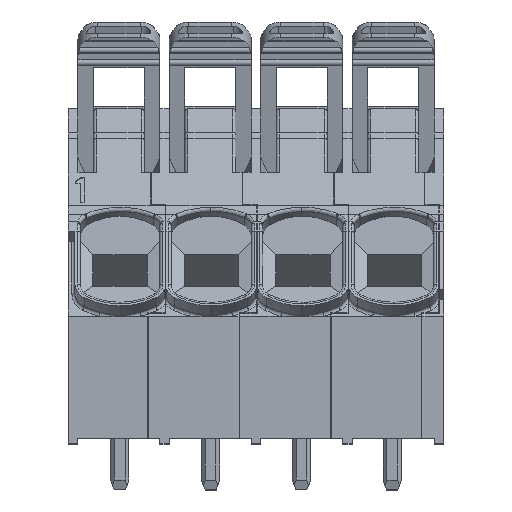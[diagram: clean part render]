
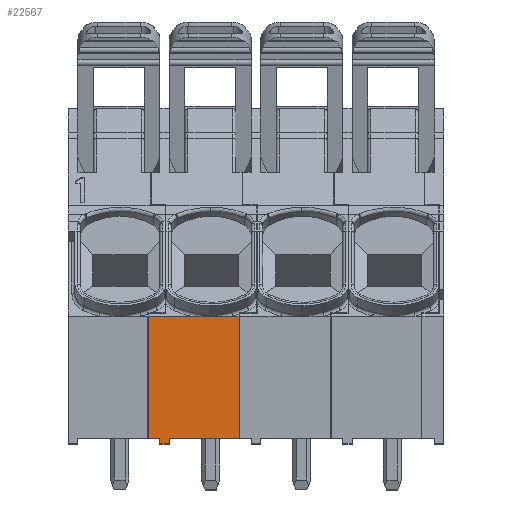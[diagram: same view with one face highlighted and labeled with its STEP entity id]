
A CAD part, top view. The second image highlights one B-rep face of the part: STEP entity #22567.
In plain terms, the highlighted planar face has unit normal (0, 0, 1).
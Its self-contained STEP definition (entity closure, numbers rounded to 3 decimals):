
#81 = FACE_OUTER_BOUND ( 'NONE', #2860, .T. ) ;
#1120 = VERTEX_POINT ( 'NONE', #21670 ) ;
#1140 = DIRECTION ( 'NONE',  ( 1., 0., 0. ) ) ;
#1649 = ORIENTED_EDGE ( 'NONE', *, *, #7871, .T. ) ;
#1933 = DIRECTION ( 'NONE',  ( -1., 0., 0. ) ) ;
#2166 = EDGE_CURVE ( 'NONE', #15826, #34087, #7298, .T. ) ;
#2375 = DIRECTION ( 'NONE',  ( 0., 1., 0. ) ) ;
#2651 = VECTOR ( 'NONE', #5676, 1000. ) ;
#2731 = CARTESIAN_POINT ( 'NONE',  ( -7.95, 0., 9.1 ) ) ;
#2860 = EDGE_LOOP ( 'NONE', ( #18128, #28636, #25023, #1649, #21622, #6328, #17601, #12271, #29648, #13579, #25685, #29517 ) ) ;
#2990 = EDGE_CURVE ( 'NONE', #34338, #16266, #28495, .T. ) ;
#3270 = LINE ( 'NONE', #6788, #34741 ) ;
#3973 = LINE ( 'NONE', #33618, #32038 ) ;
#5385 = LINE ( 'NONE', #32839, #31735 ) ;
#5676 = DIRECTION ( 'NONE',  ( -1., 0., 0. ) ) ;
#6328 = ORIENTED_EDGE ( 'NONE', *, *, #8088, .F. ) ;
#6637 = DIRECTION ( 'NONE',  ( 1., 0., 0. ) ) ;
#6697 = CARTESIAN_POINT ( 'NONE',  ( 0., 10.533, 9.1 ) ) ;
#6788 = CARTESIAN_POINT ( 'NONE',  ( 7.95, 10.533, 9.1 ) ) ;
#7276 = VERTEX_POINT ( 'NONE', #22749 ) ;
#7298 = LINE ( 'NONE', #31826, #2651 ) ;
#7871 = EDGE_CURVE ( 'NONE', #24766, #16266, #3270, .T. ) ;
#8088 = EDGE_CURVE ( 'NONE', #24313, #34338, #5385, .T. ) ;
#8103 = VECTOR ( 'NONE', #1933, 1000. ) ;
#8472 = DIRECTION ( 'NONE',  ( 1., 0., 0. ) ) ;
#8533 = DIRECTION ( 'NONE',  ( 0., 1., 0. ) ) ;
#9321 = VECTOR ( 'NONE', #6637, 1000. ) ;
#9550 = DIRECTION ( 'NONE',  ( -1., 0., 0. ) ) ;
#10055 = CARTESIAN_POINT ( 'NONE',  ( -8.9, 10.533, 9.1 ) ) ;
#10141 = LINE ( 'NONE', #2731, #30100 ) ;
#10783 = DIRECTION ( 'NONE',  ( 1., 0., 0. ) ) ;
#12271 = ORIENTED_EDGE ( 'NONE', *, *, #25058, .F. ) ;
#13547 = VECTOR ( 'NONE', #31548, 1000. ) ;
#13578 = LINE ( 'NONE', #13626, #29699 ) ;
#13579 = ORIENTED_EDGE ( 'NONE', *, *, #18126, .F. ) ;
#13626 = CARTESIAN_POINT ( 'NONE',  ( -1.4, 0., 9.1 ) ) ;
#14390 = CARTESIAN_POINT ( 'NONE',  ( -5.475, 10.533, 9.1 ) ) ;
#14919 = VECTOR ( 'NONE', #1140, 1000. ) ;
#15462 = CARTESIAN_POINT ( 'NONE',  ( -3.775, 10.533, 9.1 ) ) ;
#15799 = CARTESIAN_POINT ( 'NONE',  ( -7.15, 0., 9.1 ) ) ;
#15826 = VERTEX_POINT ( 'NONE', #34478 ) ;
#15908 = CARTESIAN_POINT ( 'NONE',  ( 0.4, 0., 9.1 ) ) ;
#16266 = VERTEX_POINT ( 'NONE', #18884 ) ;
#17601 = ORIENTED_EDGE ( 'NONE', *, *, #34679, .F. ) ;
#18074 = EDGE_CURVE ( 'NONE', #1120, #24113, #29653, .T. ) ;
#18126 = EDGE_CURVE ( 'NONE', #34087, #7276, #10141, .T. ) ;
#18128 = ORIENTED_EDGE ( 'NONE', *, *, #18074, .T. ) ;
#18516 = PLANE ( 'NONE',  #21465 ) ;
#18884 = CARTESIAN_POINT ( 'NONE',  ( -3.675, 10.533, 9.1 ) ) ;
#20286 = CARTESIAN_POINT ( 'NONE',  ( -1.4, 10.533, 9.1 ) ) ;
#20682 = CARTESIAN_POINT ( 'NONE',  ( -1.4, 0.45, 9.1 ) ) ;
#21095 = DIRECTION ( 'NONE',  ( 0., 0., -1. ) ) ;
#21465 = AXIS2_PLACEMENT_3D ( 'NONE', #15908, #21095, #26550 ) ;
#21622 = ORIENTED_EDGE ( 'NONE', *, *, #2990, .F. ) ;
#21670 = CARTESIAN_POINT ( 'NONE',  ( -7.15, 0.45, 9.1 ) ) ;
#21691 = CARTESIAN_POINT ( 'NONE',  ( -8.9, 0.45, 9.1 ) ) ;
#22286 = DIRECTION ( 'NONE',  ( 0., 1., 0. ) ) ;
#22567 = ADVANCED_FACE ( 'NONE', ( #81 ), #18516, .F. ) ;
#22749 = CARTESIAN_POINT ( 'NONE',  ( -7.95, 0.45, 9.1 ) ) ;
#23008 = CARTESIAN_POINT ( 'NONE',  ( 0.4, 0.45, 9.1 ) ) ;
#23329 = CARTESIAN_POINT ( 'NONE',  ( -8.9, 0., 9.1 ) ) ;
#24113 = VERTEX_POINT ( 'NONE', #20682 ) ;
#24244 = CARTESIAN_POINT ( 'NONE',  ( -7.95, 0., 9.1 ) ) ;
#24313 = VERTEX_POINT ( 'NONE', #14390 ) ;
#24766 = VERTEX_POINT ( 'NONE', #32673 ) ;
#24825 = EDGE_CURVE ( 'NONE', #24113, #29787, #13578, .T. ) ;
#25012 = DIRECTION ( 'NONE',  ( 1., 0., 0. ) ) ;
#25023 = ORIENTED_EDGE ( 'NONE', *, *, #28622, .T. ) ;
#25058 = EDGE_CURVE ( 'NONE', #32990, #25120, #26258, .T. ) ;
#25120 = VERTEX_POINT ( 'NONE', #10055 ) ;
#25685 = ORIENTED_EDGE ( 'NONE', *, *, #2166, .F. ) ;
#26258 = LINE ( 'NONE', #23329, #13547 ) ;
#26550 = DIRECTION ( 'NONE',  ( -1., 0., 0. ) ) ;
#28495 = LINE ( 'NONE', #6697, #14919 ) ;
#28622 = EDGE_CURVE ( 'NONE', #29787, #24766, #30175, .T. ) ;
#28636 = ORIENTED_EDGE ( 'NONE', *, *, #24825, .T. ) ;
#29095 = EDGE_CURVE ( 'NONE', #32990, #7276, #33160, .T. ) ;
#29517 = ORIENTED_EDGE ( 'NONE', *, *, #32975, .T. ) ;
#29648 = ORIENTED_EDGE ( 'NONE', *, *, #29095, .T. ) ;
#29653 = LINE ( 'NONE', #29911, #30943 ) ;
#29699 = VECTOR ( 'NONE', #22286, 1000. ) ;
#29787 = VERTEX_POINT ( 'NONE', #20286 ) ;
#29911 = CARTESIAN_POINT ( 'NONE',  ( 0.4, 0.45, 9.1 ) ) ;
#30100 = VECTOR ( 'NONE', #8533, 1000. ) ;
#30175 = LINE ( 'NONE', #31031, #8103 ) ;
#30675 = VECTOR ( 'NONE', #2375, 1000. ) ;
#30943 = VECTOR ( 'NONE', #10783, 1000. ) ;
#31031 = CARTESIAN_POINT ( 'NONE',  ( 7.95, 10.533, 9.1 ) ) ;
#31548 = DIRECTION ( 'NONE',  ( 0., 1., 0. ) ) ;
#31735 = VECTOR ( 'NONE', #8472, 1000. ) ;
#31826 = CARTESIAN_POINT ( 'NONE',  ( 0.4, 0., 9.1 ) ) ;
#32038 = VECTOR ( 'NONE', #25012, 1000. ) ;
#32673 = CARTESIAN_POINT ( 'NONE',  ( -1.925, 10.533, 9.1 ) ) ;
#32839 = CARTESIAN_POINT ( 'NONE',  ( -7.55, 10.533, 9.1 ) ) ;
#32975 = EDGE_CURVE ( 'NONE', #15826, #1120, #34123, .T. ) ;
#32990 = VERTEX_POINT ( 'NONE', #21691 ) ;
#33160 = LINE ( 'NONE', #23008, #9321 ) ;
#33618 = CARTESIAN_POINT ( 'NONE',  ( -7.55, 10.533, 9.1 ) ) ;
#34087 = VERTEX_POINT ( 'NONE', #24244 ) ;
#34123 = LINE ( 'NONE', #15799, #30675 ) ;
#34338 = VERTEX_POINT ( 'NONE', #15462 ) ;
#34478 = CARTESIAN_POINT ( 'NONE',  ( -7.15, 0., 9.1 ) ) ;
#34679 = EDGE_CURVE ( 'NONE', #25120, #24313, #3973, .T. ) ;
#34741 = VECTOR ( 'NONE', #9550, 1000. ) ;
